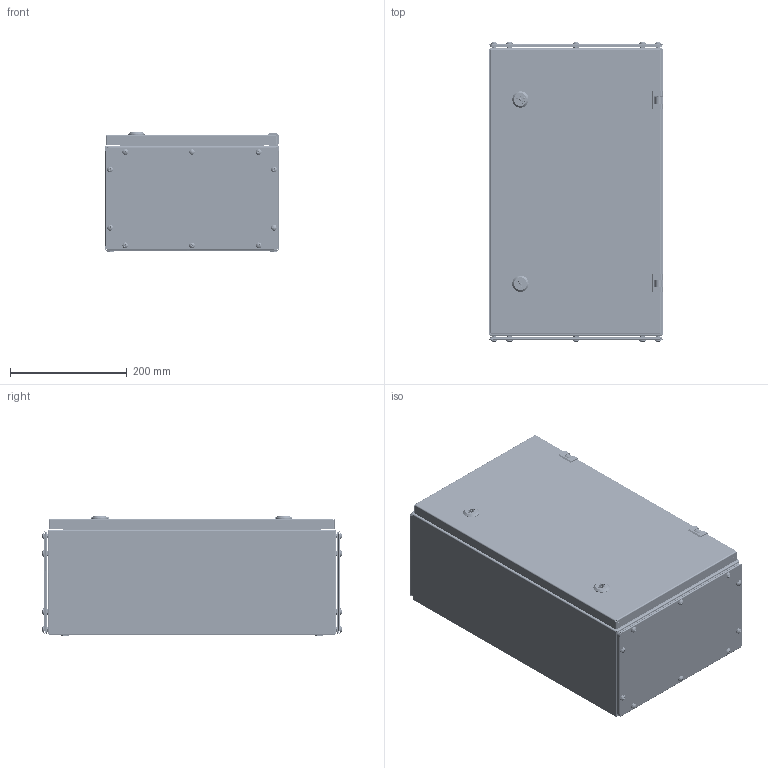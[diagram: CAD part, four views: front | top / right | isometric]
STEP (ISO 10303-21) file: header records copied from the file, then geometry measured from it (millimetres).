
FILE_DESCRIPTION (( 'STEP AP214' ), '1' );
FILE_NAME ('10.030.050.20.STEP', '2024-05-27T03:30:26', ( '' ), ( '' ), 'SwSTEP 2.0', 'SolidWorks 2021', '' );
FILE_SCHEMA (( 'AUTOMOTIVE_DESIGN' ));
Length unit declared in the file: millimetre
Products named in the file (25): Áîëò Ì6õ10 ñ øåñòèãðàííîé ãîëîâêîé ñ ïðåññøàéáîé; Ðåéêà H500; Êàðêàñ øêàôà W300H500D200; 嵑謺麃 檐; 8SJ_MS705_0010.stp; Ãàñêåòèíã äâåðè W300H500; ﾇ瑟鶴 ﾀﾑ ms1000-3M.stp; 8SJ_MS705_0760.stp; Çàêëåïêà ðåçüáîâàÿ Ì5 øåñòèãðàííàÿ ñ óìåíüøåííûì áîðòîì; Êîðïóñ øêàôà W300H500D200; 10.030.050.20; Øïèëüêà ïðèâàðíàÿ Ì6õ10; 署赅 W300D200; 8SJ_S1B_0001.stp; Øïèëüêà ïðèâàðíàÿ Ì6õ15; SW6X8.stp; Ïåðåìû÷êà êàðêàñà W300; ﾄ粢 ﾑﾁ W300H500; 8SJ_MS705-1_0040.stp; Äâåðíîå ïîëîòíî W300H500; 8SJ_MS705_0510.stp; Ïðîêëàäêà êðûøêè W300D200; Âèíò DIN 967 Ì5õ16 ñ ïîëóêðóãëîé ãîëîâêîé ñ êðåñòîîáðàçíûì øëèöåì; Øïèëüêà ïðèâàðíàÿ Ì6õ20; Çàêëåïêà ðåçüáîâàÿ Ì8 øåñòèãðàííàÿ ñ óìåíüøåííûì áîðòîì
Assembly tree (83 placements, depth 4):
  10.030.050.20
    Êàðêàñ øêàôà W300H500D200
      Êîðïóñ øêàôà W300H500D200
      Ïåðåìû÷êà êàðêàñà W300  x2
      Øïèëüêà ïðèâàðíàÿ Ì6õ15  x8
      Øïèëüêà ïðèâàðíàÿ Ì6õ20  x4
    署赅 W300D200  x2
    Ïðîêëàäêà êðûøêè W300D200  x2
    ﾄ粢 ﾑﾁ W300H500
      Äâåðíîå ïîëîòíî W300H500
      Ðåéêà H500  x2
      Ãàñêåòèíã äâåðè W300H500
      Øïèëüêà ïðèâàðíàÿ Ì6õ10  x2
      ﾇ瑟鶴 ﾀﾑ ms1000-3M.stp  x2
        8SJ_MS705_0010.stp
        8SJ_MS705_0510.stp
        8SJ_MS705_0760.stp
        8SJ_S1B_0001.stp
        8SJ_MS705-1_0040.stp
        SW6X8.stp
    嵑謺麃 檐  x2
    Áîëò Ì6õ10 ñ øåñòèãðàííîé ãîëîâêîé ñ ïðåññøàéáîé  x2
    Çàêëåïêà ðåçüáîâàÿ Ì5 øåñòèãðàííàÿ ñ óìåíüøåííûì áîðòîì  x20
    Âèíò DIN 967 Ì5õ16 ñ ïîëóêðóãëîé ãîëîâêîé ñ êðåñòîîáðàçíûì øëèöåì  x20
    Çàêëåïêà ðåçüáîâàÿ Ì8 øåñòèãðàííàÿ ñ óìåíüøåííûì áîðòîì  x4
Bounding box: 300 x 515.17 x 204.65 mm (x, y, z)
Volume: 978978 mm3; surface area: 1660070.4 mm2
Topology: 83 solids, 95 shells, 5102 faces, 12848 edges, 7958 vertices
Faces by surface type: plane 2075, cylinder 1770, bspline 659, cone 252, torus 194, sphere 152
Entity records: 81079 total; most frequent: CARTESIAN_POINT 41484, ORIENTED_EDGE 8506, DIRECTION 7058, EDGE_CURVE 4259, VERTEX_POINT 2621, AXIS2_PLACEMENT_3D 2409, LINE 2240, VECTOR 2240
